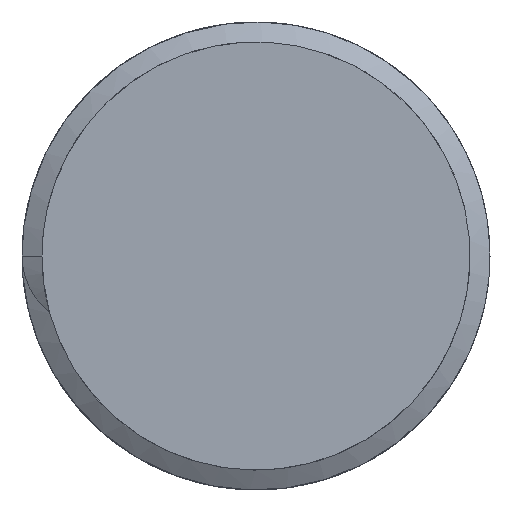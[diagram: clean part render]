
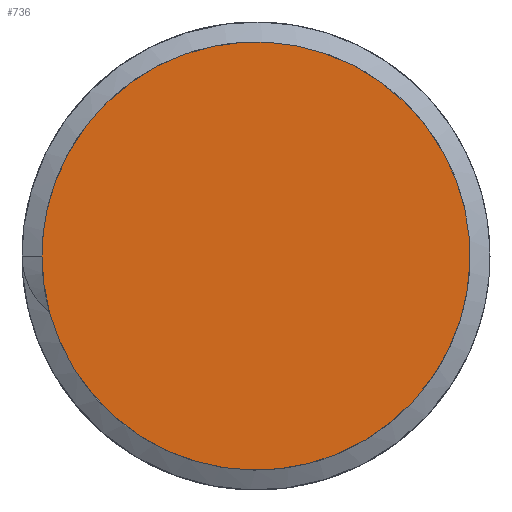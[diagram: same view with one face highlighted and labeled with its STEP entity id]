
A CAD part, left-side view. The second image highlights one B-rep face of the part: STEP entity #736.
In plain terms, the highlighted free-form (B-spline) face has degree [1, 1] with [2, 2] control points.
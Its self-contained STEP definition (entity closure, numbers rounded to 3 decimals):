
#715=CARTESIAN_POINT('',(0.,-25.05,25.05));
#716=CARTESIAN_POINT('',(0.,-25.05,-25.05));
#717=CARTESIAN_POINT('',(0.,25.05,25.05));
#718=CARTESIAN_POINT('',(0.,25.05,-25.05));
#719=B_SPLINE_SURFACE_WITH_KNOTS('',1,1,((#715,#716),(#717,#718)),.PLANE_SURF.,.F.,.F.,.U.,(2,2),(2,2),(-1.,2.),(-1.,2.),.UNSPECIFIED.);
#720=CARTESIAN_POINT('',(0.,8.35,0.));
#721=VERTEX_POINT('',#720);
#722=CARTESIAN_POINT('',(0.,8.35,0.));
#723=CARTESIAN_POINT('',(0.,8.35,-8.35));
#724=CARTESIAN_POINT('',(0.,0.,-8.35));
#725=CARTESIAN_POINT('',(0.,-8.35,-8.35));
#726=CARTESIAN_POINT('',(0.,-8.35,0.));
#727=CARTESIAN_POINT('',(0.,-8.35,8.35));
#728=CARTESIAN_POINT('',(0.,0.,8.35));
#729=CARTESIAN_POINT('',(0.,8.35,8.35));
#730=CARTESIAN_POINT('',(0.,8.35,0.));
#731=(BOUNDED_CURVE()B_SPLINE_CURVE(2,(#722,#723,#724,#725,#726,#727,#728,#729,#730),.CIRCULAR_ARC.,.T.,.U.)B_SPLINE_CURVE_WITH_KNOTS((3,2,2,2,3),(0.,0.25,0.5,0.75,1.),.UNSPECIFIED.)CURVE()GEOMETRIC_REPRESENTATION_ITEM()RATIONAL_B_SPLINE_CURVE((1.,0.707,1.,0.707,1.,0.707,1.,0.707,1.))REPRESENTATION_ITEM(''));
#732=EDGE_CURVE('',#721,#721,#731,.T.);
#733=ORIENTED_EDGE('',*,*,#732,.T.);
#734=EDGE_LOOP('',(#733));
#735=FACE_OUTER_BOUND('',#734,.T.);
#736=ADVANCED_FACE('',(#735),#719,.T.);
